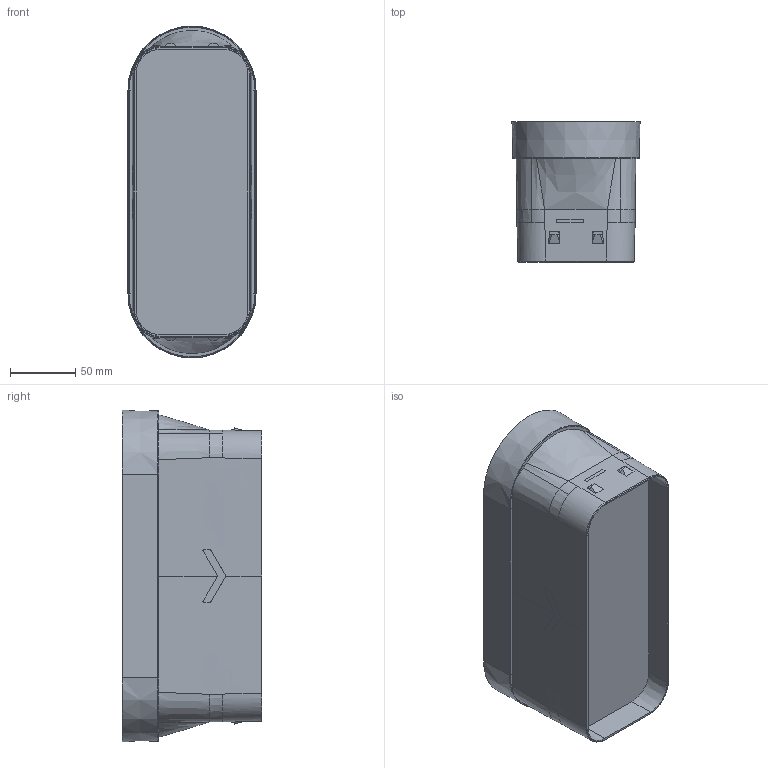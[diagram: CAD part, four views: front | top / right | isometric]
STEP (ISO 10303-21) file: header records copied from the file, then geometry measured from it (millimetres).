
FILE_DESCRIPTION(('CATIA V5 STEP Exchange'),'2;1');
FILE_NAME('4051005 P-BA 150 Adapter_vereinfacht.stp','2023-03-27T08:41:09+00:00',('none'),('none'),'CATIA Version 5 Release 21 SP 1 (IN-10)','CATIA V5 STEP AP214 Edition 3','none');
FILE_SCHEMA(('AUTOMOTIVE_DESIGN { 1 0 10303 214 3 1 1 1 }'));
Length unit declared in the file: millimetre
Products named in the file (1): 4051005 P-BA 150 Adapter_vereinfacht
Bounding box: 97.98 x 107 x 253.98 mm (x, y, z)
Volume: 1416930.3 mm3; surface area: 130631.9 mm2
Topology: 1 solids, 1 shells, 144 faces, 376 edges, 242 vertices
Faces by surface type: plane 54, bspline 36, cone 24, cylinder 22, torus 8
Entity records: 17266 total; most frequent: CARTESIAN_POINT 14167, ORIENTED_EDGE 752, DIRECTION 404, EDGE_CURVE 376, VERTEX_POINT 242, B_SPLINE_CURVE_WITH_KNOTS 172, AXIS2_PLACEMENT_3D 163, EDGE_LOOP 152
